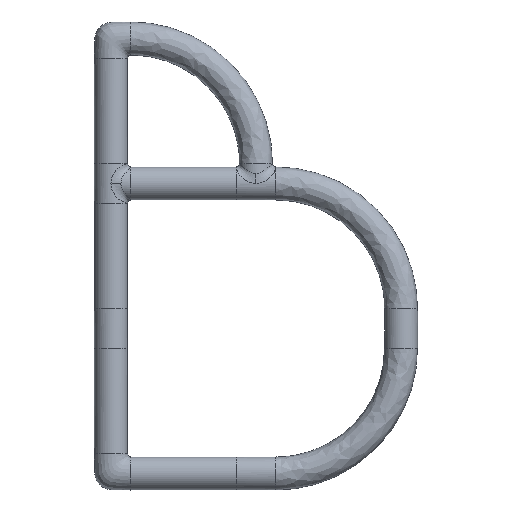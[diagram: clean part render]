
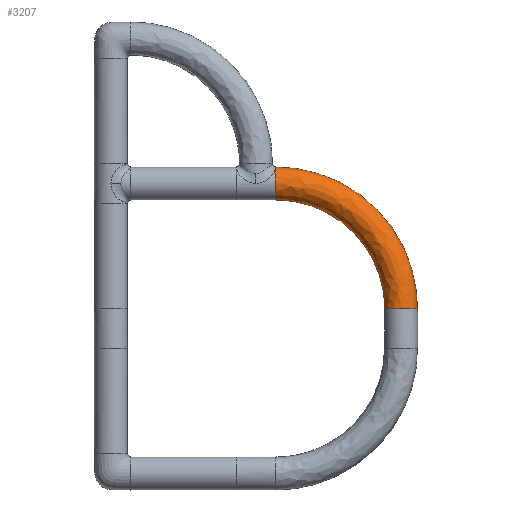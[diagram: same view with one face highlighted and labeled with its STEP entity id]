
A CAD part, top view. The second image highlights one B-rep face of the part: STEP entity #3207.
In plain terms, the highlighted free-form (B-spline) face has degree [2, 2] with [9, 9] control points.
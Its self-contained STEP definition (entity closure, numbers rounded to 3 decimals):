
#48=(
BOUNDED_SURFACE()
B_SPLINE_SURFACE(2,2,((#15414,#15415,#15416,#15417,#15418,#15419,#15420,
#15421,#15422),(#15423,#15424,#15425,#15426,#15427,#15428,#15429,#15430,
#15431),(#15432,#15433,#15434,#15435,#15436,#15437,#15438,#15439,#15440),
(#15441,#15442,#15443,#15444,#15445,#15446,#15447,#15448,#15449),(#15450,
#15451,#15452,#15453,#15454,#15455,#15456,#15457,#15458),(#15459,#15460,
#15461,#15462,#15463,#15464,#15465,#15466,#15467),(#15468,#15469,#15470,
#15471,#15472,#15473,#15474,#15475,#15476),(#15477,#15478,#15479,#15480,
#15481,#15482,#15483,#15484,#15485),(#15486,#15487,#15488,#15489,#15490,
#15491,#15492,#15493,#15494)),.UNSPECIFIED.,.T.,.F.,.F.)
B_SPLINE_SURFACE_WITH_KNOTS((3,2,2,2,3),(3,2,2,2,3),(0.,148.911,
297.823,446.734,595.646),(0.,19.635,
39.27,58.905,78.54),.UNSPECIFIED.)
GEOMETRIC_REPRESENTATION_ITEM()
RATIONAL_B_SPLINE_SURFACE(((1.,0.707,1.,0.707,1.,
0.707,1.,0.707,1.),(0.707,0.5,0.707,
0.5,0.707,0.5,0.707,0.5,0.707),(1.,
0.707,1.,0.707,1.,0.707,1.,0.707,
1.),(0.707,0.5,0.707,0.5,0.707,0.5,
0.707,0.5,0.707),(1.,0.707,1.,0.707,
1.,0.707,1.,0.707,1.),(0.707,0.5,0.707,
0.5,0.707,0.5,0.707,0.5,0.707),(1.,
0.707,1.,0.707,1.,0.707,1.,0.707,
1.),(0.707,0.5,0.707,0.5,0.707,0.5,
0.707,0.5,0.707),(1.,0.707,1.,0.707,
1.,0.707,1.,0.707,1.)))
REPRESENTATION_ITEM('')
SURFACE()
);
#3207=ADVANCED_FACE('',(#3549),#48,.T.);
#3549=FACE_OUTER_BOUND('',#3906,.T.);
#3906=EDGE_LOOP('',(#4560,#4561,#4562,#4563));
#4560=ORIENTED_EDGE('',*,*,#6549,.T.);
#4561=ORIENTED_EDGE('',*,*,#6005,.T.);
#4562=ORIENTED_EDGE('',*,*,#5895,.F.);
#4563=ORIENTED_EDGE('',*,*,#6006,.F.);
#5895=EDGE_CURVE('',#7550,#7551,#6689,.T.);
#6005=EDGE_CURVE('',#7623,#7551,#6731,.T.);
#6006=EDGE_CURVE('',#7622,#7550,#6732,.T.);
#6549=EDGE_CURVE('',#7622,#7623,#6971,.T.);
#6689=(
BOUNDED_CURVE()
B_SPLINE_CURVE(2,(#25515,#25516,#25517,#25518,#25519),.UNSPECIFIED.,.F.,
 .F.)
B_SPLINE_CURVE_WITH_KNOTS((3,2,3),(0.,19.635,39.27),
 .UNSPECIFIED.)
CURVE()
GEOMETRIC_REPRESENTATION_ITEM()
RATIONAL_B_SPLINE_CURVE((1.,0.707,1.,0.707,1.))
REPRESENTATION_ITEM('')
);
#6731=(
BOUNDED_CURVE()
B_SPLINE_CURVE(2,(#26863,#26864,#26865),.UNSPECIFIED.,.F.,.F.)
B_SPLINE_CURVE_WITH_KNOTS((3,3),(0.,129.227),.UNSPECIFIED.)
CURVE()
GEOMETRIC_REPRESENTATION_ITEM()
RATIONAL_B_SPLINE_CURVE((1.,0.707,1.))
REPRESENTATION_ITEM('')
);
#6732=(
BOUNDED_CURVE()
B_SPLINE_CURVE(2,(#26866,#26867,#26868),.UNSPECIFIED.,.F.,.F.)
B_SPLINE_CURVE_WITH_KNOTS((3,3),(148.934,297.801),
 .UNSPECIFIED.)
CURVE()
GEOMETRIC_REPRESENTATION_ITEM()
RATIONAL_B_SPLINE_CURVE((1.,0.707,1.))
REPRESENTATION_ITEM('')
);
#6971=(
BOUNDED_CURVE()
B_SPLINE_CURVE(2,(#31491,#31492,#31493,#31494,#31495),.UNSPECIFIED.,.F.,
 .F.)
B_SPLINE_CURVE_WITH_KNOTS((3,2,3),(-50.,-25.,
0.),.UNSPECIFIED.)
CURVE()
GEOMETRIC_REPRESENTATION_ITEM()
RATIONAL_B_SPLINE_CURVE((1.,0.707,1.,0.707,1.))
REPRESENTATION_ITEM('')
);
#7550=VERTEX_POINT('',#25063);
#7551=VERTEX_POINT('',#25064);
#7622=VERTEX_POINT('',#25135);
#7623=VERTEX_POINT('',#25136);
#15414=CARTESIAN_POINT('',(17.725,125.05,0.));
#15415=CARTESIAN_POINT('',(17.725,125.05,-12.5));
#15416=CARTESIAN_POINT('',(30.225,125.05,-12.5));
#15417=CARTESIAN_POINT('',(42.725,125.05,-12.5));
#15418=CARTESIAN_POINT('',(42.725,125.05,0.));
#15419=CARTESIAN_POINT('',(42.725,125.05,12.5));
#15420=CARTESIAN_POINT('',(30.225,125.05,12.5));
#15421=CARTESIAN_POINT('',(17.725,125.05,12.5));
#15422=CARTESIAN_POINT('',(17.725,125.05,0.));
#15423=CARTESIAN_POINT('',(17.725,232.35,0.));
#15424=CARTESIAN_POINT('',(17.725,232.35,-12.5));
#15425=CARTESIAN_POINT('',(30.225,219.85,-12.5));
#15426=CARTESIAN_POINT('',(42.725,207.35,-12.5));
#15427=CARTESIAN_POINT('',(42.725,207.35,0.));
#15428=CARTESIAN_POINT('',(42.725,207.35,12.5));
#15429=CARTESIAN_POINT('',(30.225,219.85,12.5));
#15430=CARTESIAN_POINT('',(17.725,232.35,12.5));
#15431=CARTESIAN_POINT('',(17.725,232.35,0.));
#15432=CARTESIAN_POINT('',(125.025,232.35,0.));
#15433=CARTESIAN_POINT('',(125.025,232.35,-12.5));
#15434=CARTESIAN_POINT('',(125.025,219.85,-12.5));
#15435=CARTESIAN_POINT('',(125.025,207.35,-12.5));
#15436=CARTESIAN_POINT('',(125.025,207.35,0.));
#15437=CARTESIAN_POINT('',(125.025,207.35,12.5));
#15438=CARTESIAN_POINT('',(125.025,219.85,12.5));
#15439=CARTESIAN_POINT('',(125.025,232.35,12.5));
#15440=CARTESIAN_POINT('',(125.025,232.35,0.));
#15441=CARTESIAN_POINT('',(232.325,232.35,0.));
#15442=CARTESIAN_POINT('',(232.325,232.35,-12.5));
#15443=CARTESIAN_POINT('',(219.825,219.85,-12.5));
#15444=CARTESIAN_POINT('',(207.325,207.35,-12.5));
#15445=CARTESIAN_POINT('',(207.325,207.35,0.));
#15446=CARTESIAN_POINT('',(207.325,207.35,12.5));
#15447=CARTESIAN_POINT('',(219.825,219.85,12.5));
#15448=CARTESIAN_POINT('',(232.325,232.35,12.5));
#15449=CARTESIAN_POINT('',(232.325,232.35,0.));
#15450=CARTESIAN_POINT('',(232.325,125.05,0.));
#15451=CARTESIAN_POINT('',(232.325,125.05,-12.5));
#15452=CARTESIAN_POINT('',(219.825,125.05,-12.5));
#15453=CARTESIAN_POINT('',(207.325,125.05,-12.5));
#15454=CARTESIAN_POINT('',(207.325,125.05,0.));
#15455=CARTESIAN_POINT('',(207.325,125.05,12.5));
#15456=CARTESIAN_POINT('',(219.825,125.05,12.5));
#15457=CARTESIAN_POINT('',(232.325,125.05,12.5));
#15458=CARTESIAN_POINT('',(232.325,125.05,0.));
#15459=CARTESIAN_POINT('',(232.325,17.75,0.));
#15460=CARTESIAN_POINT('',(232.325,17.75,-12.5));
#15461=CARTESIAN_POINT('',(219.825,30.25,-12.5));
#15462=CARTESIAN_POINT('',(207.325,42.75,-12.5));
#15463=CARTESIAN_POINT('',(207.325,42.75,0.));
#15464=CARTESIAN_POINT('',(207.325,42.75,12.5));
#15465=CARTESIAN_POINT('',(219.825,30.25,12.5));
#15466=CARTESIAN_POINT('',(232.325,17.75,12.5));
#15467=CARTESIAN_POINT('',(232.325,17.75,0.));
#15468=CARTESIAN_POINT('',(125.025,17.75,0.));
#15469=CARTESIAN_POINT('',(125.025,17.75,-12.5));
#15470=CARTESIAN_POINT('',(125.025,30.25,-12.5));
#15471=CARTESIAN_POINT('',(125.025,42.75,-12.5));
#15472=CARTESIAN_POINT('',(125.025,42.75,0.));
#15473=CARTESIAN_POINT('',(125.025,42.75,12.5));
#15474=CARTESIAN_POINT('',(125.025,30.25,12.5));
#15475=CARTESIAN_POINT('',(125.025,17.75,12.5));
#15476=CARTESIAN_POINT('',(125.025,17.75,0.));
#15477=CARTESIAN_POINT('',(17.725,17.75,0.));
#15478=CARTESIAN_POINT('',(17.725,17.75,-12.5));
#15479=CARTESIAN_POINT('',(30.225,30.25,-12.5));
#15480=CARTESIAN_POINT('',(42.725,42.75,-12.5));
#15481=CARTESIAN_POINT('',(42.725,42.75,0.));
#15482=CARTESIAN_POINT('',(42.725,42.75,12.5));
#15483=CARTESIAN_POINT('',(30.225,30.25,12.5));
#15484=CARTESIAN_POINT('',(17.725,17.75,12.5));
#15485=CARTESIAN_POINT('',(17.725,17.75,0.));
#15486=CARTESIAN_POINT('',(17.725,125.05,0.));
#15487=CARTESIAN_POINT('',(17.725,125.05,-12.5));
#15488=CARTESIAN_POINT('',(30.225,125.05,-12.5));
#15489=CARTESIAN_POINT('',(42.725,125.05,-12.5));
#15490=CARTESIAN_POINT('',(42.725,125.05,0.));
#15491=CARTESIAN_POINT('',(42.725,125.05,12.5));
#15492=CARTESIAN_POINT('',(30.225,125.05,12.5));
#15493=CARTESIAN_POINT('',(17.725,125.05,12.5));
#15494=CARTESIAN_POINT('',(17.725,125.05,0.));
#25063=CARTESIAN_POINT('',(232.325,125.,0.));
#25064=CARTESIAN_POINT('',(207.325,125.,0.));
#25135=CARTESIAN_POINT('',(124.95,232.316,0.));
#25136=CARTESIAN_POINT('',(124.975,207.324,0.));
#25515=CARTESIAN_POINT('',(232.325,125.,0.));
#25516=CARTESIAN_POINT('',(232.325,125.,12.5));
#25517=CARTESIAN_POINT('',(219.825,125.,12.5));
#25518=CARTESIAN_POINT('',(207.325,125.,12.5));
#25519=CARTESIAN_POINT('',(207.325,125.,0.));
#26863=CARTESIAN_POINT('',(124.975,207.324,0.));
#26864=CARTESIAN_POINT('',(207.287,207.312,0.));
#26865=CARTESIAN_POINT('',(207.325,125.,0.));
#26866=CARTESIAN_POINT('',(124.95,232.316,0.));
#26867=CARTESIAN_POINT('',(232.27,232.32,0.));
#26868=CARTESIAN_POINT('',(232.325,125.,0.));
#31491=CARTESIAN_POINT('',(124.95,232.316,0.));
#31492=CARTESIAN_POINT('',(124.95,232.316,12.5));
#31493=CARTESIAN_POINT('',(124.962,219.82,12.5));
#31494=CARTESIAN_POINT('',(124.975,207.324,12.5));
#31495=CARTESIAN_POINT('',(124.975,207.324,0.));
